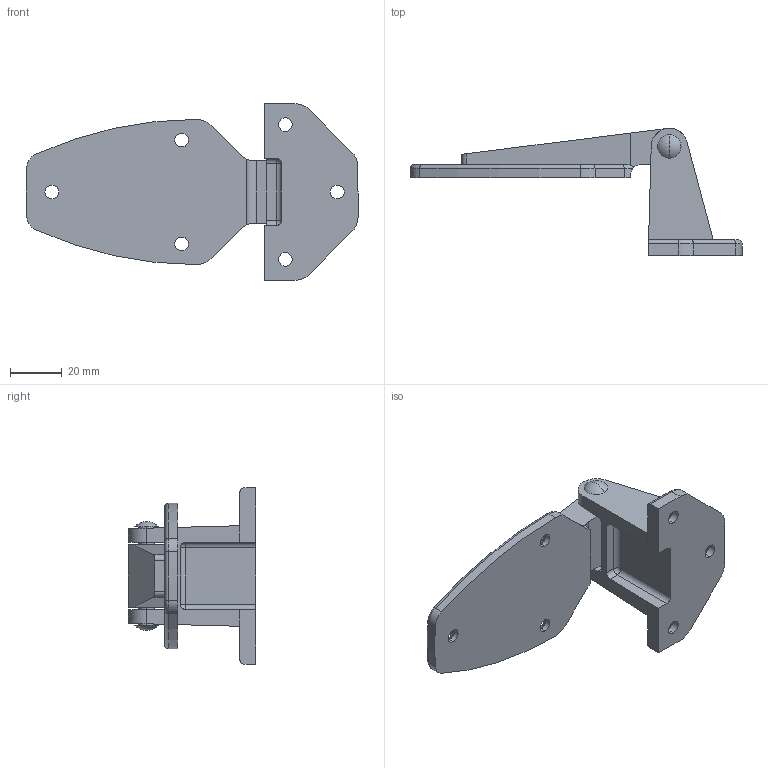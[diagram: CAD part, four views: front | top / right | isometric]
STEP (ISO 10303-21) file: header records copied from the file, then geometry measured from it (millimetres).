
FILE_DESCRIPTION (( 'STEP AP203' ), '1' );
FILE_NAME ('FB-1756-3.STEP', '2013-03-28T06:47:16', ( '11sw' ), ( 'タキゲン製造株式会社' ), 'SwSTEP 2.0', 'SolidWorks 2012', '' );
FILE_SCHEMA (( 'CONFIG_CONTROL_DESIGN' ));
Length unit declared in the file: millimetre
Products named in the file (4): FB-1756-3; FB-1756シャフト_; FB-1756ヒンジ_; FB-1756僸儞僕庴__FB-1756-3
Assembly tree (3 placements, depth 2):
  FB-1756-3
    FB-1756僸儞僕庴__FB-1756-3
    FB-1756ヒンジ_
    FB-1756シャフト_
Bounding box: 127.97 x 49 x 68 mm (x, y, z)
Volume: 58237.9 mm3; surface area: 23225.3 mm2
Topology: 3 solids, 3 shells, 140 faces, 345 edges, 211 vertices
Faces by surface type: cylinder 70, plane 36, torus 16, cone 12, sphere 6
Entity records: 4600 total; most frequent: CARTESIAN_POINT 780, DIRECTION 774, ORIENTED_EDGE 686, EDGE_CURVE 343, AXIS2_PLACEMENT_3D 305, VERTEX_POINT 211, LINE 164, VECTOR 164
